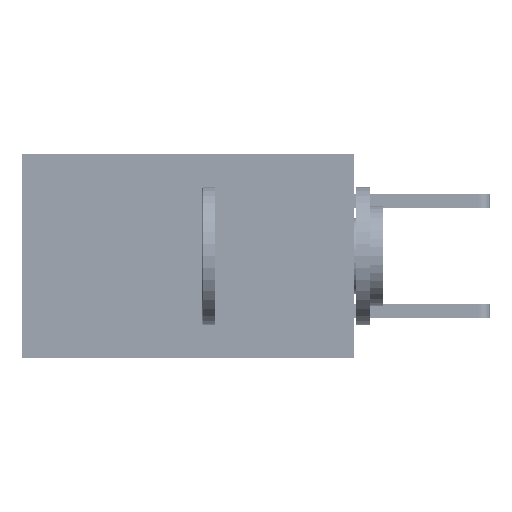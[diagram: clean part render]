
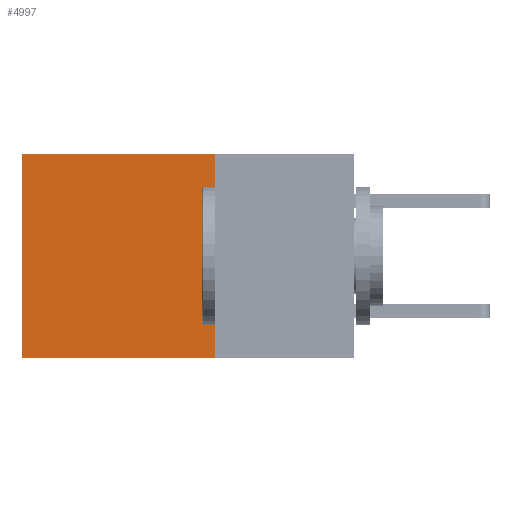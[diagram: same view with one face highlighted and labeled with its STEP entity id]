
A CAD part, left-side view. The second image highlights one B-rep face of the part: STEP entity #4997.
In plain terms, the highlighted planar face has unit normal (-1, 0, 0).
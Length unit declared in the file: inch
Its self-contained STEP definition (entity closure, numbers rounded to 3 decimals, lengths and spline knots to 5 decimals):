
#90 = VERTEX_POINT ( 'NONE', #11629 ) ;
#257 = VERTEX_POINT ( 'NONE', #24350 ) ;
#1045 = VERTEX_POINT ( 'NONE', #16073 ) ;
#1628 = LINE ( 'NONE', #19973, #9046 ) ;
#1970 = VECTOR ( 'NONE', #34541, 39.37008 ) ;
#2222 = AXIS2_PLACEMENT_3D ( 'NONE', #8492, #33983, #8645 ) ;
#2268 = ORIENTED_EDGE ( 'NONE', *, *, #17337, .T. ) ;
#4997 = ADVANCED_FACE ( 'NONE', ( #36407 ), #11959, .F. ) ;
#7398 = CARTESIAN_POINT ( 'NONE',  ( 0.2875, 0.25, -0.37 ) ) ;
#8492 = CARTESIAN_POINT ( 'NONE',  ( 0.2875, 0.25, 0. ) ) ;
#8645 = DIRECTION ( 'NONE',  ( 0., 0., -1. ) ) ;
#9046 = VECTOR ( 'NONE', #23155, 39.37008 ) ;
#11629 = CARTESIAN_POINT ( 'NONE',  ( 0.2875, 0.25, -0.37 ) ) ;
#11808 = EDGE_CURVE ( 'NONE', #1045, #28630, #45314, .T. ) ;
#11959 = PLANE ( 'NONE',  #2222 ) ;
#16073 = CARTESIAN_POINT ( 'NONE',  ( 0.2875, 0.6, 0. ) ) ;
#16177 = EDGE_LOOP ( 'NONE', ( #30351, #37476, #28428, #2268 ) ) ;
#17337 = EDGE_CURVE ( 'NONE', #257, #1045, #1628, .T. ) ;
#19549 = VECTOR ( 'NONE', #25936, 39.37008 ) ;
#19973 = CARTESIAN_POINT ( 'NONE',  ( 0.2875, 0.25, 0. ) ) ;
#21794 = LINE ( 'NONE', #7398, #19549 ) ;
#22098 = CARTESIAN_POINT ( 'NONE',  ( 0.2875, 0.25, 0. ) ) ;
#23155 = DIRECTION ( 'NONE',  ( 0., 1., 0. ) ) ;
#23315 = CARTESIAN_POINT ( 'NONE',  ( 0.2875, 0.6, 0. ) ) ;
#24350 = CARTESIAN_POINT ( 'NONE',  ( 0.2875, 0.25, 0. ) ) ;
#25936 = DIRECTION ( 'NONE',  ( 0., 1., 0. ) ) ;
#28428 = ORIENTED_EDGE ( 'NONE', *, *, #37672, .F. ) ;
#28630 = VERTEX_POINT ( 'NONE', #35729 ) ;
#30351 = ORIENTED_EDGE ( 'NONE', *, *, #11808, .T. ) ;
#33983 = DIRECTION ( 'NONE',  ( 1., 0., 0. ) ) ;
#34541 = DIRECTION ( 'NONE',  ( 0., 0., -1. ) ) ;
#35729 = CARTESIAN_POINT ( 'NONE',  ( 0.2875, 0.6, -0.37 ) ) ;
#36350 = EDGE_CURVE ( 'NONE', #90, #28630, #21794, .T. ) ;
#36407 = FACE_OUTER_BOUND ( 'NONE', #16177, .T. ) ;
#36837 = DIRECTION ( 'NONE',  ( 0., 0., -1. ) ) ;
#37476 = ORIENTED_EDGE ( 'NONE', *, *, #36350, .F. ) ;
#37672 = EDGE_CURVE ( 'NONE', #257, #90, #41701, .T. ) ;
#39419 = VECTOR ( 'NONE', #36837, 39.37008 ) ;
#41701 = LINE ( 'NONE', #22098, #39419 ) ;
#45314 = LINE ( 'NONE', #23315, #1970 ) ;
